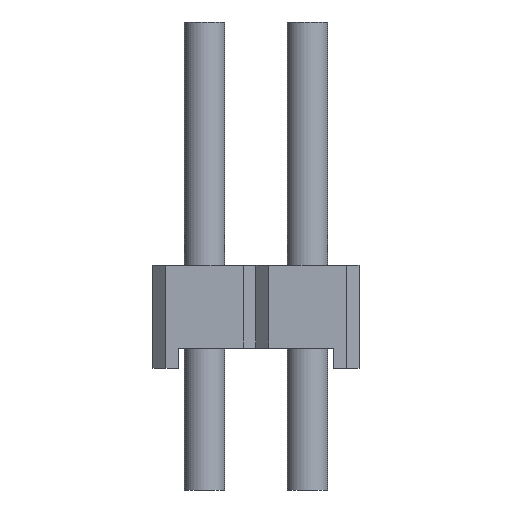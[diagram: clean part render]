
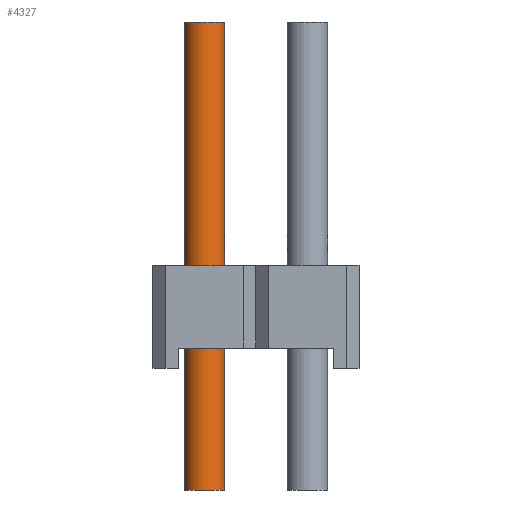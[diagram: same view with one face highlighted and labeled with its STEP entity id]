
A CAD part, left-side view. The second image highlights one B-rep face of the part: STEP entity #4327.
In plain terms, the highlighted cylindrical face has radius 0.5 mm (diameter 1 mm), a full revolution.
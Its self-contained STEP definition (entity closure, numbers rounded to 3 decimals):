
#2410=ORIENTED_EDGE('',*,*,#3024,.F.);
#2411=ORIENTED_EDGE('',*,*,#3025,.T.);
#3024=EDGE_CURVE('',#3434,#3434,#3564,.T.);
#3025=EDGE_CURVE('',#3435,#3435,#3565,.T.);
#3434=VERTEX_POINT('',#7181);
#3435=VERTEX_POINT('',#7183);
#3564=CIRCLE('',#4717,0.5);
#3565=CIRCLE('',#4718,0.5);
#3806=EDGE_LOOP('',(#2410));
#3807=EDGE_LOOP('',(#2411));
#4048=FACE_BOUND('',#3806,.T.);
#4049=FACE_BOUND('',#3807,.T.);
#4118=CYLINDRICAL_SURFACE('',#4716,0.5);
#4327=ADVANCED_FACE('',(#4048,#4049),#4118,.F.);
#4716=AXIS2_PLACEMENT_3D('',#7179,#5911,#5912);
#4717=AXIS2_PLACEMENT_3D('',#7180,#5913,#5914);
#4718=AXIS2_PLACEMENT_3D('',#7182,#5915,#5916);
#5911=DIRECTION('',(0.,0.,1.));
#5912=DIRECTION('',(1.,0.,0.));
#5913=DIRECTION('',(0.,0.,-1.));
#5914=DIRECTION('',(1.,0.,0.));
#5915=DIRECTION('',(0.,0.,-1.));
#5916=DIRECTION('',(1.,0.,0.));
#7179=CARTESIAN_POINT('',(0.,0.,0.));
#7180=CARTESIAN_POINT('',(0.,0.,11.54));
#7181=CARTESIAN_POINT('',(0.5,0.,11.54));
#7182=CARTESIAN_POINT('',(0.,0.,0.));
#7183=CARTESIAN_POINT('',(0.5,0.,0.));
